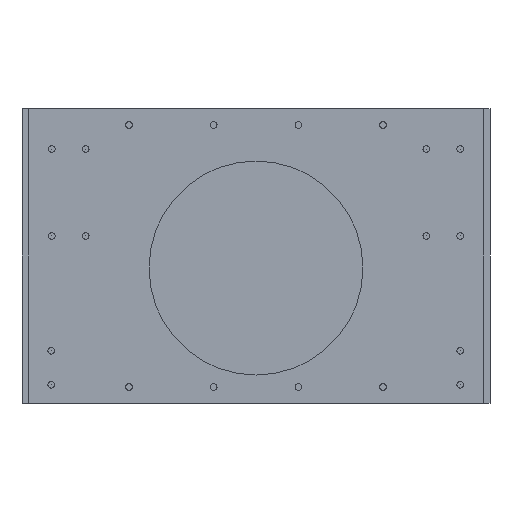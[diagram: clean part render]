
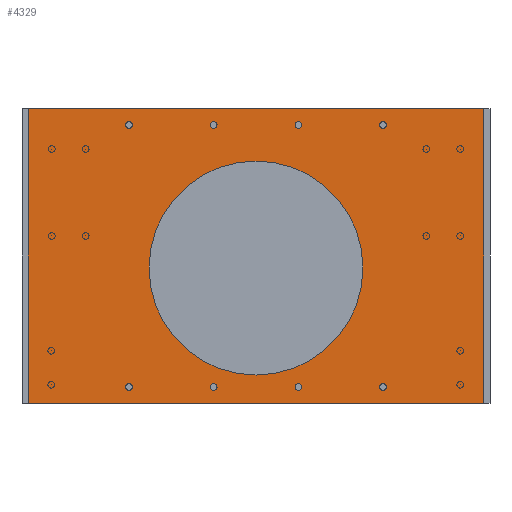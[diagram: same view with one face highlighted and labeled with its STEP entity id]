
A CAD part, front view. The second image highlights one B-rep face of the part: STEP entity #4329.
In plain terms, the highlighted planar face has unit normal (0, -1, 0).
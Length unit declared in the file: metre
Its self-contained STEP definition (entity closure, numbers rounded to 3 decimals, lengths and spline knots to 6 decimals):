
#674=CIRCLE('',#4951,0.0025);
#675=CIRCLE('',#4952,0.0025);
#676=CIRCLE('',#4953,0.0025);
#677=CIRCLE('',#4954,0.0025);
#678=CIRCLE('',#4955,0.0025);
#679=CIRCLE('',#4956,0.0025);
#680=CIRCLE('',#4957,0.0025);
#681=CIRCLE('',#4958,0.0025);
#682=CIRCLE('',#4959,0.08);
#1394=ORIENTED_EDGE('',*,*,#1870,.F.);
#1395=ORIENTED_EDGE('',*,*,#1871,.F.);
#1396=ORIENTED_EDGE('',*,*,#1872,.F.);
#1397=ORIENTED_EDGE('',*,*,#1873,.F.);
#1398=ORIENTED_EDGE('',*,*,#1874,.F.);
#1399=ORIENTED_EDGE('',*,*,#1875,.F.);
#1400=ORIENTED_EDGE('',*,*,#1876,.F.);
#1401=ORIENTED_EDGE('',*,*,#1877,.F.);
#1402=ORIENTED_EDGE('',*,*,#1878,.T.);
#1403=ORIENTED_EDGE('',*,*,#1879,.F.);
#1404=ORIENTED_EDGE('',*,*,#1880,.F.);
#1405=ORIENTED_EDGE('',*,*,#1869,.T.);
#1406=ORIENTED_EDGE('',*,*,#1881,.T.);
#1869=EDGE_CURVE('',#2350,#2352,#2514,.T.);
#1870=EDGE_CURVE('',#2353,#2353,#674,.T.);
#1871=EDGE_CURVE('',#2354,#2354,#675,.T.);
#1872=EDGE_CURVE('',#2355,#2355,#676,.T.);
#1873=EDGE_CURVE('',#2356,#2356,#677,.T.);
#1874=EDGE_CURVE('',#2357,#2357,#678,.T.);
#1875=EDGE_CURVE('',#2358,#2358,#679,.T.);
#1876=EDGE_CURVE('',#2359,#2359,#680,.T.);
#1877=EDGE_CURVE('',#2360,#2360,#681,.T.);
#1878=EDGE_CURVE('',#2361,#2361,#682,.F.);
#1879=EDGE_CURVE('',#2362,#2363,#2515,.T.);
#1880=EDGE_CURVE('',#2350,#2362,#2516,.T.);
#1881=EDGE_CURVE('',#2352,#2363,#2517,.T.);
#2350=VERTEX_POINT('',#7437);
#2352=VERTEX_POINT('',#7441);
#2353=VERTEX_POINT('',#7445);
#2354=VERTEX_POINT('',#7447);
#2355=VERTEX_POINT('',#7449);
#2356=VERTEX_POINT('',#7451);
#2357=VERTEX_POINT('',#7453);
#2358=VERTEX_POINT('',#7455);
#2359=VERTEX_POINT('',#7457);
#2360=VERTEX_POINT('',#7459);
#2361=VERTEX_POINT('',#7461);
#2362=VERTEX_POINT('',#7463);
#2363=VERTEX_POINT('',#7464);
#2514=LINE('',#7442,#2634);
#2515=LINE('',#7462,#2635);
#2516=LINE('',#7465,#2636);
#2517=LINE('',#7466,#2637);
#2634=VECTOR('',#6193,1.);
#2635=VECTOR('',#6214,1.);
#2636=VECTOR('',#6215,1.);
#2637=VECTOR('',#6216,1.);
#3172=EDGE_LOOP('',(#1394));
#3173=EDGE_LOOP('',(#1395));
#3174=EDGE_LOOP('',(#1396));
#3175=EDGE_LOOP('',(#1397));
#3176=EDGE_LOOP('',(#1398));
#3177=EDGE_LOOP('',(#1399));
#3178=EDGE_LOOP('',(#1400));
#3179=EDGE_LOOP('',(#1401));
#3180=EDGE_LOOP('',(#1402));
#3181=EDGE_LOOP('',(#1403,#1404,#1405,#1406));
#3903=FACE_BOUND('',#3172,.T.);
#3904=FACE_BOUND('',#3173,.T.);
#3905=FACE_BOUND('',#3174,.T.);
#3906=FACE_BOUND('',#3175,.T.);
#3907=FACE_BOUND('',#3176,.T.);
#3908=FACE_BOUND('',#3177,.T.);
#3909=FACE_BOUND('',#3178,.T.);
#3910=FACE_BOUND('',#3179,.T.);
#3911=FACE_BOUND('',#3180,.T.);
#3912=FACE_BOUND('',#3181,.T.);
#4051=PLANE('',#4950);
#4329=ADVANCED_FACE('',(#3903,#3904,#3905,#3906,#3907,#3908,#3909,#3910,
#3911,#3912),#4051,.T.);
#4950=AXIS2_PLACEMENT_3D('',#7443,#6194,#6195);
#4951=AXIS2_PLACEMENT_3D('',#7444,#6196,#6197);
#4952=AXIS2_PLACEMENT_3D('',#7446,#6198,#6199);
#4953=AXIS2_PLACEMENT_3D('',#7448,#6200,#6201);
#4954=AXIS2_PLACEMENT_3D('',#7450,#6202,#6203);
#4955=AXIS2_PLACEMENT_3D('',#7452,#6204,#6205);
#4956=AXIS2_PLACEMENT_3D('',#7454,#6206,#6207);
#4957=AXIS2_PLACEMENT_3D('',#7456,#6208,#6209);
#4958=AXIS2_PLACEMENT_3D('',#7458,#6210,#6211);
#4959=AXIS2_PLACEMENT_3D('',#7460,#6212,#6213);
#6193=DIRECTION('',(-1.,0.,0.));
#6194=DIRECTION('',(0.,-1.,0.));
#6195=DIRECTION('',(0.,0.,-1.));
#6196=DIRECTION('',(0.,-1.,0.));
#6197=DIRECTION('',(0.,0.,-1.));
#6198=DIRECTION('',(0.,-1.,0.));
#6199=DIRECTION('',(0.,0.,-1.));
#6200=DIRECTION('',(0.,-1.,0.));
#6201=DIRECTION('',(0.,0.,-1.));
#6202=DIRECTION('',(0.,-1.,0.));
#6203=DIRECTION('',(0.,0.,-1.));
#6204=DIRECTION('',(0.,-1.,0.));
#6205=DIRECTION('',(0.,0.,-1.));
#6206=DIRECTION('',(0.,-1.,0.));
#6207=DIRECTION('',(0.,0.,-1.));
#6208=DIRECTION('',(0.,-1.,0.));
#6209=DIRECTION('',(0.,0.,-1.));
#6210=DIRECTION('',(0.,-1.,0.));
#6211=DIRECTION('',(0.,0.,-1.));
#6212=DIRECTION('',(0.,-1.,0.));
#6213=DIRECTION('',(0.,0.,-1.));
#6214=DIRECTION('',(-1.,0.,0.));
#6215=DIRECTION('',(0.,0.,-1.));
#6216=DIRECTION('',(0.,0.,-1.));
#7437=CARTESIAN_POINT('',(0.170238,-0.45,0.2317));
#7441=CARTESIAN_POINT('',(-0.170238,-0.45,0.2317));
#7442=CARTESIAN_POINT('',(0.,-0.45,0.2317));
#7443=CARTESIAN_POINT('',(0.,-0.45,0.2317));
#7444=CARTESIAN_POINT('',(-0.031666,-0.45,0.2197));
#7445=CARTESIAN_POINT('',(-0.031666,-0.45,0.2172));
#7446=CARTESIAN_POINT('',(0.031667,-0.45,0.2197));
#7447=CARTESIAN_POINT('',(0.031667,-0.45,0.2172));
#7448=CARTESIAN_POINT('',(-0.095,-0.45,0.0237));
#7449=CARTESIAN_POINT('',(-0.095,-0.45,0.0212));
#7450=CARTESIAN_POINT('',(0.095,-0.45,0.2197));
#7451=CARTESIAN_POINT('',(0.095,-0.45,0.2172));
#7452=CARTESIAN_POINT('',(0.031667,-0.45,0.0237));
#7453=CARTESIAN_POINT('',(0.031667,-0.45,0.0212));
#7454=CARTESIAN_POINT('',(-0.031666,-0.45,0.0237));
#7455=CARTESIAN_POINT('',(-0.031666,-0.45,0.0212));
#7456=CARTESIAN_POINT('',(0.095,-0.45,0.0237));
#7457=CARTESIAN_POINT('',(0.095,-0.45,0.0212));
#7458=CARTESIAN_POINT('',(-0.095,-0.45,0.2197));
#7459=CARTESIAN_POINT('',(-0.095,-0.45,0.2172));
#7460=CARTESIAN_POINT('',(0.,-0.45,0.1127));
#7461=CARTESIAN_POINT('',(0.,-0.45,0.0327));
#7462=CARTESIAN_POINT('',(0.,-0.45,0.0117));
#7463=CARTESIAN_POINT('',(0.170238,-0.45,0.0117));
#7464=CARTESIAN_POINT('',(-0.170238,-0.45,0.0117));
#7465=CARTESIAN_POINT('',(0.170238,-0.45,0.2317));
#7466=CARTESIAN_POINT('',(-0.170238,-0.45,0.2317));
